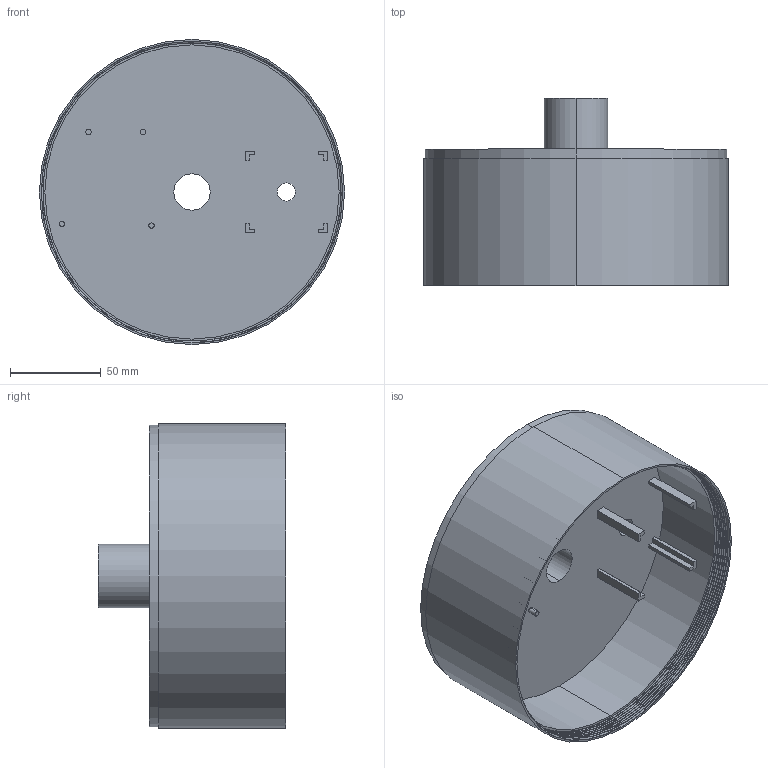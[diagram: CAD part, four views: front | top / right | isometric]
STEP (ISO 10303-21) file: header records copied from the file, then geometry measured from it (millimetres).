
FILE_DESCRIPTION (( 'STEP AP203' ), '1' );
FILE_NAME ('Soporte_Rotación_Baja.STEP', '2025-03-01T20:33:15', ( '' ), ( '' ), 'SwSTEP 2.0', 'SolidWorks 2025', '' );
FILE_SCHEMA (( 'CONFIG_CONTROL_DESIGN' ));
Length unit declared in the file: millimetre
Products named in the file (1): Soporte_Rotación_Baja
Bounding box: 168 x 103 x 168 mm (x, y, z)
Volume: 230248.9 mm3; surface area: 133138.9 mm2
Topology: 1 solids, 1 shells, 82 faces, 197 edges, 130 vertices
Faces by surface type: plane 40, cylinder 37, bspline 3, cone 2
Entity records: 3546 total; most frequent: CARTESIAN_POINT 1596, ORIENTED_EDGE 394, DIRECTION 376, EDGE_CURVE 197, AXIS2_PLACEMENT_3D 131, VERTEX_POINT 130, LINE 114, VECTOR 114
